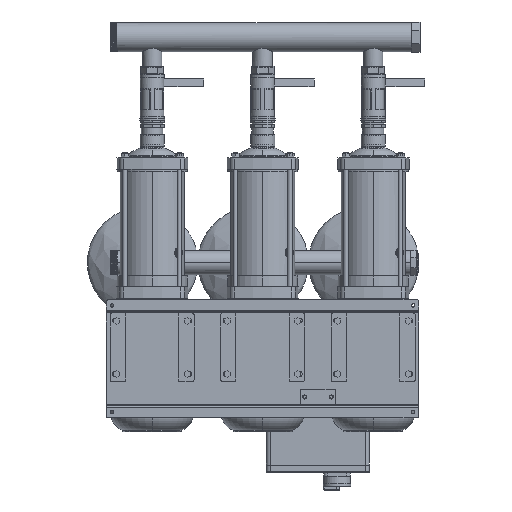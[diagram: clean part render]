
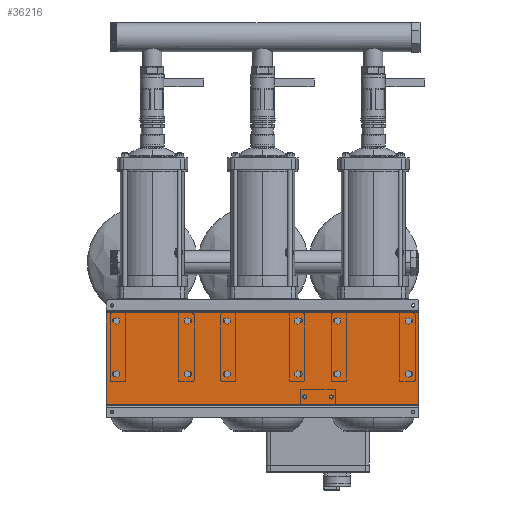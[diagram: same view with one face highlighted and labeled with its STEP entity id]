
A CAD part, front view. The second image highlights one B-rep face of the part: STEP entity #36216.
In plain terms, the highlighted planar face has unit normal (0, -1, 0).
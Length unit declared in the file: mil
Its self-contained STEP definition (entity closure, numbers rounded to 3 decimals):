
#969 = VERTEX_POINT ( 'NONE', #101195 ) ;
#4362 = ORIENTED_EDGE ( 'NONE', *, *, #53968, .T. ) ;
#4693 = EDGE_CURVE ( 'NONE', #98221, #969, #12148, .T. ) ;
#7588 = DIRECTION ( 'NONE',  ( -1., 0., 0. ) ) ;
#9958 = DIRECTION ( 'NONE',  ( 0., 0., -1. ) ) ;
#10361 = CARTESIAN_POINT ( 'NONE',  ( 16141.732, 2165.354, -4724.409 ) ) ;
#11689 = VERTEX_POINT ( 'NONE', #95899 ) ;
#12148 = LINE ( 'NONE', #36674, #87455 ) ;
#14884 = DIRECTION ( 'NONE',  ( 1., 0., 0. ) ) ;
#15553 = ORIENTED_EDGE ( 'NONE', *, *, #100460, .F. ) ;
#20380 = CARTESIAN_POINT ( 'NONE',  ( -16141.732, 2165.354, 4724.409 ) ) ;
#25838 = LINE ( 'NONE', #80067, #40648 ) ;
#35265 = LINE ( 'NONE', #57843, #55744 ) ;
#35770 = DIRECTION ( 'NONE',  ( 0., 0., -1. ) ) ;
#36216 = ADVANCED_FACE ( 'NONE', ( #38410 ), #54791, .F. ) ;
#36674 = CARTESIAN_POINT ( 'NONE',  ( 16141.732, 2165.354, -4724.409 ) ) ;
#38410 = FACE_OUTER_BOUND ( 'NONE', #99933, .T. ) ;
#40648 = VECTOR ( 'NONE', #9958, 39370.079 ) ;
#40658 = ORIENTED_EDGE ( 'NONE', *, *, #65171, .T. ) ;
#46993 = LINE ( 'NONE', #78199, #94228 ) ;
#53968 = EDGE_CURVE ( 'NONE', #11689, #89179, #46993, .T. ) ;
#54299 = DIRECTION ( 'NONE',  ( 0., 1., 0. ) ) ;
#54791 = PLANE ( 'NONE',  #69873 ) ;
#55744 = VECTOR ( 'NONE', #35770, 39370.079 ) ;
#57843 = CARTESIAN_POINT ( 'NONE',  ( -16141.732, 2165.354, -4724.409 ) ) ;
#65171 = EDGE_CURVE ( 'NONE', #89179, #969, #35265, .T. ) ;
#69635 = CARTESIAN_POINT ( 'NONE',  ( 16141.732, 2165.354, -4724.409 ) ) ;
#69873 = AXIS2_PLACEMENT_3D ( 'NONE', #69635, #54299, #14884 ) ;
#74088 = DIRECTION ( 'NONE',  ( -1., 0., 0. ) ) ;
#78199 = CARTESIAN_POINT ( 'NONE',  ( 16141.732, 2165.354, 4724.409 ) ) ;
#80067 = CARTESIAN_POINT ( 'NONE',  ( 16141.732, 2165.354, 4724.409 ) ) ;
#81164 = ORIENTED_EDGE ( 'NONE', *, *, #4693, .F. ) ;
#87455 = VECTOR ( 'NONE', #74088, 39370.079 ) ;
#89179 = VERTEX_POINT ( 'NONE', #20380 ) ;
#94228 = VECTOR ( 'NONE', #7588, 39370.079 ) ;
#95899 = CARTESIAN_POINT ( 'NONE',  ( 16141.732, 2165.354, 4724.409 ) ) ;
#98221 = VERTEX_POINT ( 'NONE', #10361 ) ;
#99933 = EDGE_LOOP ( 'NONE', ( #40658, #81164, #15553, #4362 ) ) ;
#100460 = EDGE_CURVE ( 'NONE', #11689, #98221, #25838, .T. ) ;
#101195 = CARTESIAN_POINT ( 'NONE',  ( -16141.732, 2165.354, -4724.409 ) ) ;
